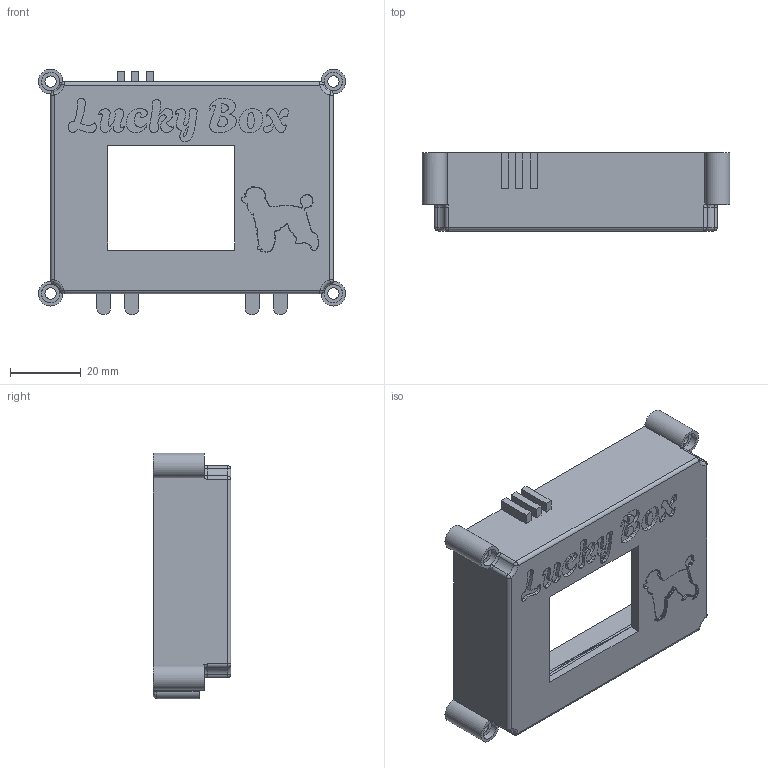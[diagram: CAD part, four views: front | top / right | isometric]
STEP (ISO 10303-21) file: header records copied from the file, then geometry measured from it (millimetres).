
FILE_DESCRIPTION(/* description */ (''),/* implementation_level */ '2;1');
FILE_NAME(/* name */ 'upper-case.step',/* time_stamp */ '2025-03-31T17:26:01-05:00',/* author */ (''),/* organization */ (''),/* preprocessor_version */ 'ST-DEVELOPER v20.1',/* originating_system */ 'Autodesk Translation Framework v14.4.0.0',/* authorisation */ '');
FILE_SCHEMA (('AUTOMOTIVE_DESIGN { 1 0 10303 214 3 1 1 }'));
Products named in the file (1): front case
Bounding box: 87 x 22 x 69.48 mm (x, y, z)
Volume: 20207.4 mm3; surface area: 23999.2 mm2
Topology: 1 solids, 1 shells, 2016 faces, 5302 edges, 3331 vertices
Faces by surface type: plane 1628, bspline 327, cylinder 48, sphere 8, torus 5
Full cylindrical faces by diameter (mm): 3 x4, 3.2 x4, 5.2 x4
Entity records: 61234 total; most frequent: CARTESIAN_POINT 13966, ORIENTED_EDGE 10614, DIRECTION 8162, EDGE_CURVE 5307, LINE 4524, VECTOR 4524, VERTEX_POINT 3336, EDGE_LOOP 2069
